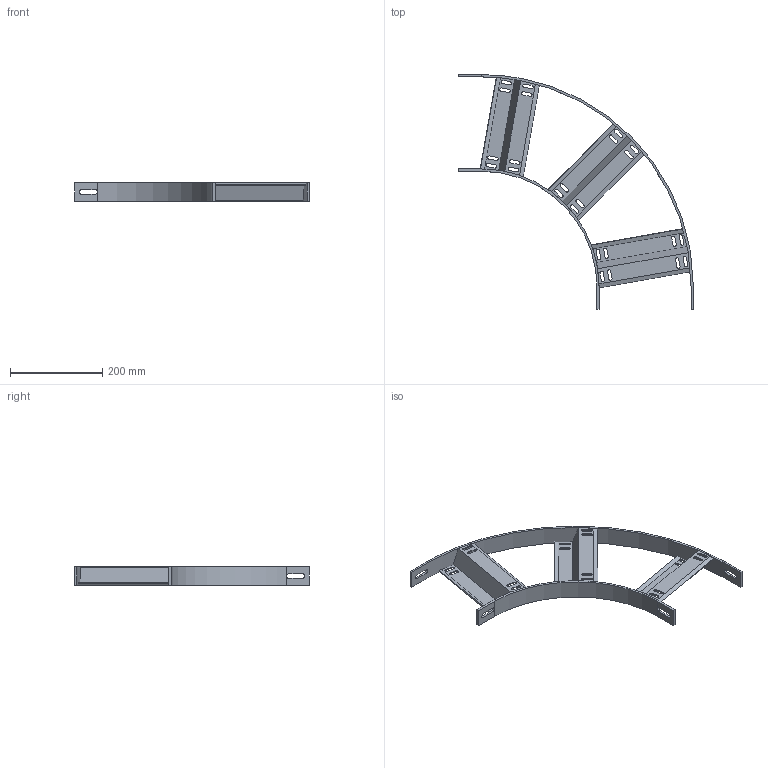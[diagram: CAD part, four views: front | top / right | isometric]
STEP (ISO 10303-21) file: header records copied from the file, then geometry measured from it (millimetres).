
FILE_DESCRIPTION(/* description */ (''),/* implementation_level */ '2;1');
FILE_NAME(/* name */ '7099002',/* time_stamp */ '2014-01-20T11:36:34+01:00',/* author */ (''),/* organization */ (''),/* preprocessor_version */ 'ST-DEVELOPER v15',/* originating_system */ '',/* authorisation */ '');
FILE_SCHEMA (('CONFIG_CONTROL_DESIGN'));
Length unit declared in the file: millimetre
Products named in the file (2): Document; _D_13
Assembly tree (1 placements, depth 2):
  Document
    _D_13
Bounding box: 510 x 510 x 40 mm (x, y, z)
Volume: 234346.8 mm3; surface area: 263200.4 mm2
Topology: 4 solids, 6 shells, 178 faces, 507 edges, 339 vertices
Faces by surface type: bspline 135, plane 43
Entity records: 5999 total; most frequent: CARTESIAN_POINT 3086, ORIENTED_EDGE 1000, EDGE_CURVE 504, VERTEX_POINT 336, EDGE_LOOP 234, ADVANCED_FACE 178, FACE_OUTER_BOUND 178, B_SPLINE_CURVE_WITH_KNOTS 93
